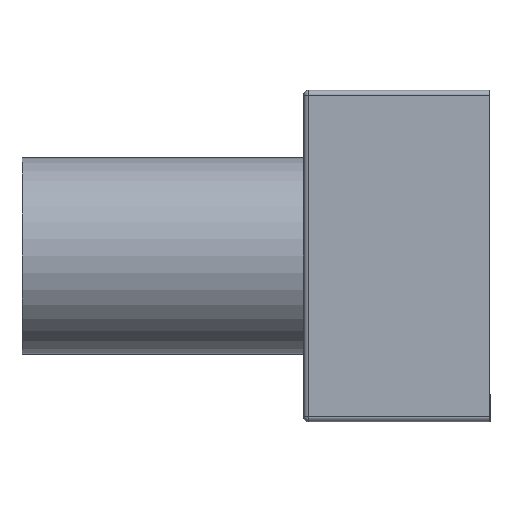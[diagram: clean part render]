
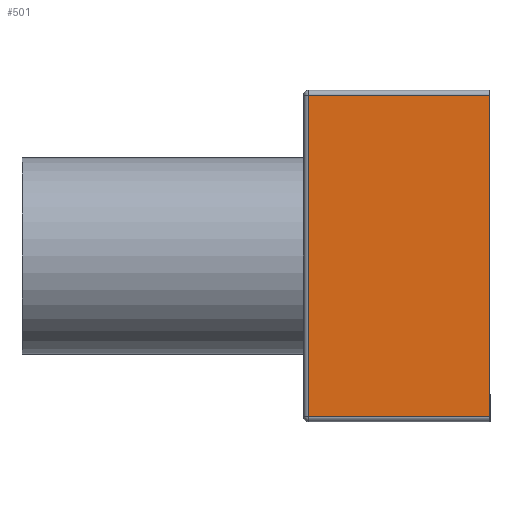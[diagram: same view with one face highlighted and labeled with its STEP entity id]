
A CAD part, front view. The second image highlights one B-rep face of the part: STEP entity #501.
In plain terms, the highlighted planar face has unit normal (0, -1, 0).
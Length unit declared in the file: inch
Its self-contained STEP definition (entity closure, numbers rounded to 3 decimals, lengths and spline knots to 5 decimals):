
#64=FACE_OUTER_BOUND('',#95,.T.);
#95=EDGE_LOOP('',(#413,#414,#415,#416));
#151=LINE('',#867,#192);
#153=LINE('',#873,#194);
#161=LINE('',#908,#202);
#167=LINE('',#918,#208);
#192=VECTOR('',#704,0.3937);
#194=VECTOR('',#710,0.3937);
#202=VECTOR('',#752,0.3937);
#208=VECTOR('',#762,0.3937);
#234=VERTEX_POINT('',#855);
#237=VERTEX_POINT('',#863);
#238=VERTEX_POINT('',#869);
#249=VERTEX_POINT('',#906);
#287=EDGE_CURVE('',#234,#237,#151,.T.);
#290=EDGE_CURVE('',#237,#238,#153,.T.);
#307=EDGE_CURVE('',#249,#234,#161,.T.);
#313=EDGE_CURVE('',#249,#238,#167,.T.);
#413=ORIENTED_EDGE('',*,*,#290,.F.);
#414=ORIENTED_EDGE('',*,*,#287,.F.);
#415=ORIENTED_EDGE('',*,*,#307,.F.);
#416=ORIENTED_EDGE('',*,*,#313,.T.);
#472=PLANE('',#619);
#501=ADVANCED_FACE('',(#64),#472,.T.);
#619=AXIS2_PLACEMENT_3D('',#917,#760,#761);
#704=DIRECTION('',(0.,0.,1.));
#710=DIRECTION('',(1.,0.,0.));
#752=DIRECTION('',(-1.,0.,0.));
#760=DIRECTION('center_axis',(0.,-1.,0.));
#761=DIRECTION('ref_axis',(1.,0.,0.));
#762=DIRECTION('',(0.,0.,1.));
#855=CARTESIAN_POINT('',(-1.0625,-1.25,0.0625));
#863=CARTESIAN_POINT('',(-1.0625,-1.25,3.9375));
#867=CARTESIAN_POINT('',(-1.0625,-1.25,0.));
#869=CARTESIAN_POINT('',(1.125,-1.25,3.9375));
#873=CARTESIAN_POINT('',(-0.5625,-1.25,3.9375));
#906=CARTESIAN_POINT('',(1.125,-1.25,0.0625));
#908=CARTESIAN_POINT('',(-0.5625,-1.25,0.0625));
#917=CARTESIAN_POINT('Origin',(-1.125,-1.25,0.));
#918=CARTESIAN_POINT('',(1.125,-1.25,0.));
